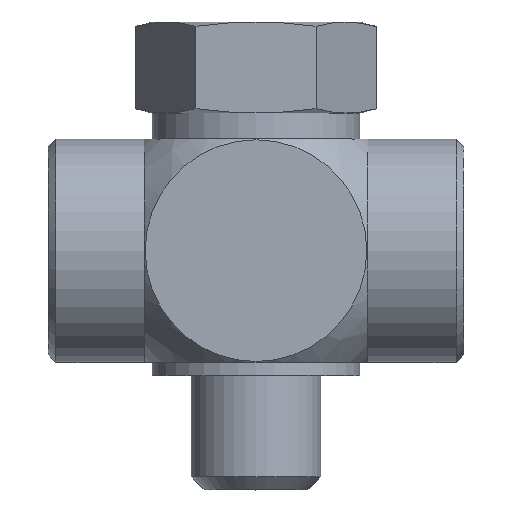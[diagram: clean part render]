
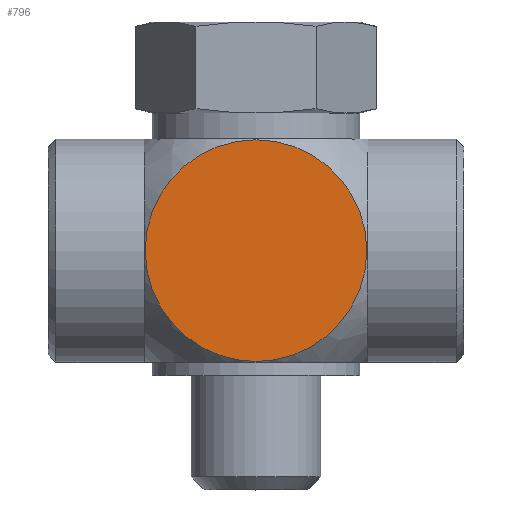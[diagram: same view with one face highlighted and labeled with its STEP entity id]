
A CAD part, top view. The second image highlights one B-rep face of the part: STEP entity #796.
In plain terms, the highlighted planar face has unit normal (0, 0, 1).
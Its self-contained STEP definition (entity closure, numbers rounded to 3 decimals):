
#129=PLANE('',#909);
#227=FACE_OUTER_BOUND('',#325,.T.);
#325=EDGE_LOOP('',(#735));
#330=CIRCLE('',#804,4.265);
#382=VERTEX_POINT('',#1158);
#452=EDGE_CURVE('',#382,#382,#330,.T.);
#735=ORIENTED_EDGE('',*,*,#452,.F.);
#796=ADVANCED_FACE('',(#227),#129,.F.);
#804=AXIS2_PLACEMENT_3D('',#1159,#922,#923);
#909=AXIS2_PLACEMENT_3D('',#1651,#1146,#1147);
#922=DIRECTION('center_axis',(0.,0.,-1.));
#923=DIRECTION('ref_axis',(-1.,0.,0.));
#1146=DIRECTION('center_axis',(0.,0.,-1.));
#1147=DIRECTION('ref_axis',(-1.,0.,0.));
#1158=CARTESIAN_POINT('',(4.265,0.,4.5));
#1159=CARTESIAN_POINT('Origin',(0.,0.,4.5));
#1651=CARTESIAN_POINT('Origin',(4.5,7.163,4.5));
